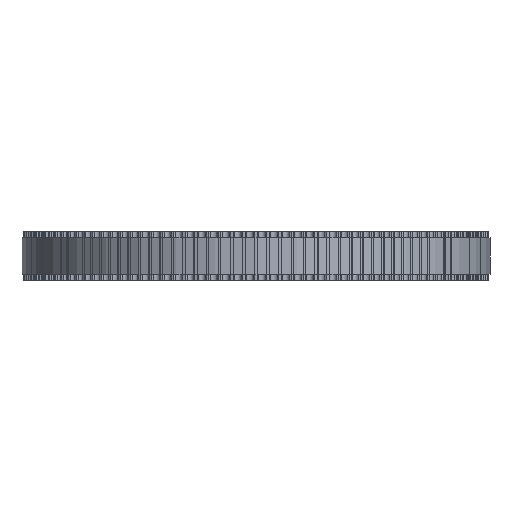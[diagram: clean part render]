
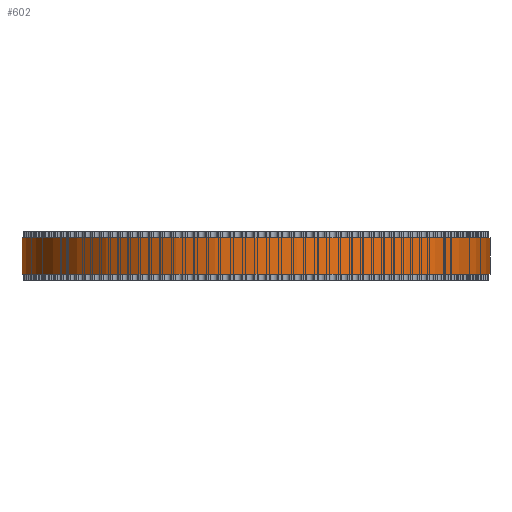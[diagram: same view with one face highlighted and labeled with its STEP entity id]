
A CAD part, front view. The second image highlights one B-rep face of the part: STEP entity #602.
In plain terms, the highlighted cylindrical face has radius 38.197 mm (diameter 76.394 mm), a full revolution.
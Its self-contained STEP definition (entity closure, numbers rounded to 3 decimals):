
#97=FACE_BOUND('',#2048,.T.);
#98=FACE_BOUND('',#2049,.T.);
#602=ADVANCED_FACE('',(#97,#98),#1083,.T.);
#1083=CYLINDRICAL_SURFACE('',#10703,38.197);
#2048=EDGE_LOOP('',(#5890));
#2049=EDGE_LOOP('',(#5891));
#5890=ORIENTED_EDGE('',*,*,#8294,.T.);
#5891=ORIENTED_EDGE('',*,*,#8295,.T.);
#6852=VERTEX_POINT('',#16960);
#6853=VERTEX_POINT('',#16962);
#8294=EDGE_CURVE('',#6852,#6852,#9256,.T.);
#8295=EDGE_CURVE('',#6853,#6853,#9257,.T.);
#9256=CIRCLE('',#10701,38.197);
#9257=CIRCLE('',#10702,38.197);
#10701=AXIS2_PLACEMENT_3D('',#16959,#14070,#14071);
#10702=AXIS2_PLACEMENT_3D('',#16961,#14072,#14073);
#10703=AXIS2_PLACEMENT_3D('',#16963,#14074,#14075);
#14070=DIRECTION('',(0.,0.,1.));
#14071=DIRECTION('',(1.,0.,0.));
#14072=DIRECTION('',(0.,0.,-1.));
#14073=DIRECTION('',(1.,0.,0.));
#14074=DIRECTION('',(0.,0.,1.));
#14075=DIRECTION('',(1.,0.,0.));
#16959=CARTESIAN_POINT('',(0.,0.,1.));
#16960=CARTESIAN_POINT('',(38.197,0.,1.));
#16961=CARTESIAN_POINT('',(0.,0.,7.));
#16962=CARTESIAN_POINT('',(38.197,0.,7.));
#16963=CARTESIAN_POINT('',(0.,0.,1.));
